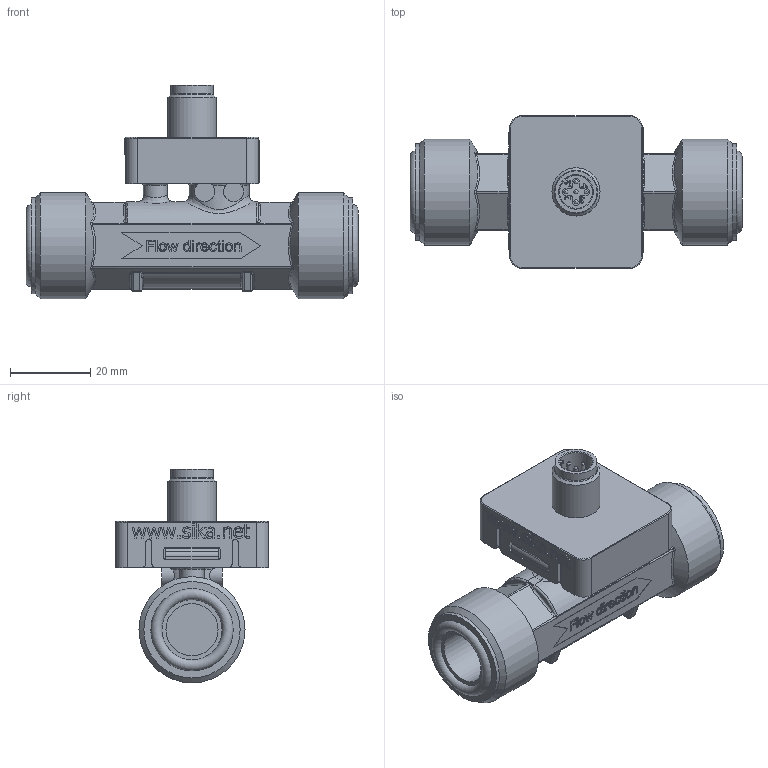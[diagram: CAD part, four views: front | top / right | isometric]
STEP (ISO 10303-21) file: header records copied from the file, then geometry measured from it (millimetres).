
FILE_DESCRIPTION(/* description */ (''),/* implementation_level */ '2;1');
FILE_NAME(/* name */ 'VVXA1xxAxxxxx514.stp',/* time_stamp */ '2024-04-10T14:02:35+02:00',/* author */ ('sadlowski'),/* organization */ (''),/* preprocessor_version */ 'ST-DEVELOPER v18',/* originating_system */ 'Autodesk Inventor 2020',/* authorisation */ '');
FILE_SCHEMA (('AUTOMOTIVE_DESIGN { 1 0 10303 214 3 1 1 }'));
Length unit declared in the file: millimetre
Products named in the file (1): VVX15_-_G3_4_-_außen__00413134
Bounding box: 82.7 x 38 x 53.22 mm (x, y, z)
Volume: 45287.5 mm3; surface area: 16338.5 mm2
Topology: 1 solids, 1 shells, 1207 faces, 3175 edges, 2070 vertices
Faces by surface type: plane 692, bspline 322, cylinder 133, torus 26, sphere 21, cone 13
Full cylindrical faces by diameter (mm): 1 x5, 6 x1, 10.5 x1, 12 x1, 13 x2, 15 x1, 24 x2, 26.441 x2
Entity records: 41014 total; most frequent: CARTESIAN_POINT 13023, ORIENTED_EDGE 6340, DIRECTION 4732, EDGE_CURVE 3170, LINE 2100, VECTOR 2100, VERTEX_POINT 2070, EDGE_LOOP 1318
